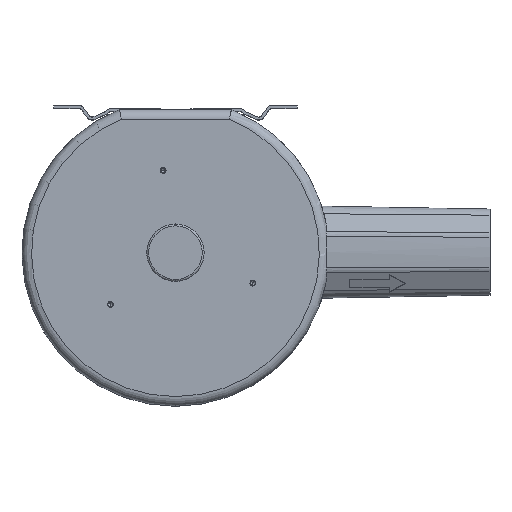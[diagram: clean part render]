
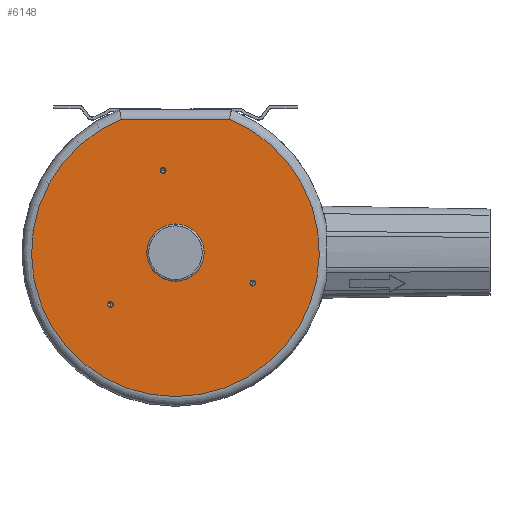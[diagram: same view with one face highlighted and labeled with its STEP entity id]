
A CAD part, top view. The second image highlights one B-rep face of the part: STEP entity #6148.
In plain terms, the highlighted planar face has unit normal (0, 0, 1).
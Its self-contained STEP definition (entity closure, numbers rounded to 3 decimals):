
#1800=CARTESIAN_POINT('',(0.,0.,0.));
#1801=DIRECTION('',(0.,0.,1.));
#1802=DIRECTION('',(-0.375,0.927,0.));
#1803=AXIS2_PLACEMENT_3D('',#1800,#1801,#1802);
#2690=DIRECTION('',(-1.,0.,0.));
#2691=VECTOR('',#2690,112.96);
#2692=CARTESIAN_POINT('',(56.48,139.5,0.));
#2693=LINE('',#2692,#2691);
#2694=CARTESIAN_POINT('',(-12.859,86.044,0.));
#2695=DIRECTION('',(0.,0.,1.));
#2696=DIRECTION('',(-1.,0.,0.));
#2697=AXIS2_PLACEMENT_3D('',#2694,#2695,#2696);
#2699=CARTESIAN_POINT('',(-12.859,86.044,0.));
#2700=DIRECTION('',(0.,0.,1.));
#2701=DIRECTION('',(1.,0.,0.));
#2702=AXIS2_PLACEMENT_3D('',#2699,#2700,#2701);
#2704=CARTESIAN_POINT('',(-68.087,-54.159,
0.));
#2705=DIRECTION('',(0.,0.,1.));
#2706=DIRECTION('',(0.5,-0.866,0.));
#2707=AXIS2_PLACEMENT_3D('',#2704,#2705,#2706);
#2709=CARTESIAN_POINT('',(-68.087,-54.159,
0.));
#2710=DIRECTION('',(0.,0.,1.));
#2711=DIRECTION('',(-0.5,0.866,0.));
#2712=AXIS2_PLACEMENT_3D('',#2709,#2710,#2711);
#2714=CARTESIAN_POINT('',(80.946,-31.886,
0.));
#2715=DIRECTION('',(0.,0.,1.));
#2716=DIRECTION('',(0.5,0.866,0.));
#2717=AXIS2_PLACEMENT_3D('',#2714,#2715,#2716);
#2719=CARTESIAN_POINT('',(80.946,-31.886,
0.));
#2720=DIRECTION('',(0.,0.,1.));
#2721=DIRECTION('',(-0.5,-0.866,0.));
#2722=AXIS2_PLACEMENT_3D('',#2719,#2720,#2721);
#2733=CARTESIAN_POINT('',(0.,0.,0.));
#2734=DIRECTION('',(0.,0.,-1.));
#2735=DIRECTION('',(0.,1.,0.));
#2736=AXIS2_PLACEMENT_3D('',#2733,#2734,#2735);
#2767=CARTESIAN_POINT('',(0.,0.,0.));
#2768=DIRECTION('',(0.,0.,1.));
#2769=DIRECTION('',(0.,1.,0.));
#2770=AXIS2_PLACEMENT_3D('',#2767,#2768,#2769);
#3005=CARTESIAN_POINT('',(0.,30.,0.));
#3006=CARTESIAN_POINT('',(0.,-30.,0.));
#3007=VERTEX_POINT('',#3005);
#3008=VERTEX_POINT('',#3006);
#3115=CARTESIAN_POINT('',(56.48,139.5,0.));
#3116=CARTESIAN_POINT('',(-56.48,139.5,0.));
#3117=VERTEX_POINT('',#3115);
#3118=VERTEX_POINT('',#3116);
#3269=CARTESIAN_POINT('',(-15.359,86.044,0.));
#3270=CARTESIAN_POINT('',(-10.359,86.044,0.));
#3271=VERTEX_POINT('',#3269);
#3272=VERTEX_POINT('',#3270);
#3279=CARTESIAN_POINT('',(-66.837,-56.324,
0.));
#3280=CARTESIAN_POINT('',(-69.337,-51.994,
0.));
#3281=VERTEX_POINT('',#3279);
#3282=VERTEX_POINT('',#3280);
#3289=CARTESIAN_POINT('',(82.196,-29.721,
0.));
#3290=CARTESIAN_POINT('',(79.696,-34.051,
0.));
#3291=VERTEX_POINT('',#3289);
#3292=VERTEX_POINT('',#3290);
#6115=CARTESIAN_POINT('',(0.,0.,0.));
#6116=DIRECTION('',(0.,0.,1.));
#6117=DIRECTION('',(0.,1.,0.));
#6118=AXIS2_PLACEMENT_3D('',#6115,#6116,#6117);
#6119=PLANE('',#6118);
#6120=ORIENTED_EDGE('',*,*,#5077,.F.);
#6121=ORIENTED_EDGE('',*,*,#5059,.F.);
#6122=EDGE_LOOP('',(#6120,#6121));
#6123=FACE_OUTER_BOUND('',#6122,.F.);
#6125=ORIENTED_EDGE('',*,*,#6124,.F.);
#6127=ORIENTED_EDGE('',*,*,#6126,.T.);
#6128=EDGE_LOOP('',(#6125,#6127));
#6129=FACE_BOUND('',#6128,.F.);
#6131=ORIENTED_EDGE('',*,*,#6130,.T.);
#6133=ORIENTED_EDGE('',*,*,#6132,.T.);
#6134=EDGE_LOOP('',(#6131,#6133));
#6135=FACE_BOUND('',#6134,.F.);
#6137=ORIENTED_EDGE('',*,*,#6136,.T.);
#6139=ORIENTED_EDGE('',*,*,#6138,.T.);
#6140=EDGE_LOOP('',(#6137,#6139));
#6141=FACE_BOUND('',#6140,.F.);
#6143=ORIENTED_EDGE('',*,*,#6142,.T.);
#6145=ORIENTED_EDGE('',*,*,#6144,.T.);
#6146=EDGE_LOOP('',(#6143,#6145));
#6147=FACE_BOUND('',#6146,.F.);
#6148=ADVANCED_FACE('',(#6123,#6129,#6135,#6141,#6147),#6119,.T.);
#1804=CIRCLE('',#1803,150.5);
#2698=CIRCLE('',#2697,2.5);
#2703=CIRCLE('',#2702,2.5);
#2708=CIRCLE('',#2707,2.5);
#2713=CIRCLE('',#2712,2.5);
#2718=CIRCLE('',#2717,2.5);
#2723=CIRCLE('',#2722,2.5);
#2737=CIRCLE('',#2736,30.);
#2771=CIRCLE('',#2770,30.);
#5059=EDGE_CURVE('',#3118,#3117,#1804,.T.);
#5077=EDGE_CURVE('',#3117,#3118,#2693,.T.);
#6124=EDGE_CURVE('',#3007,#3008,#2737,.T.);
#6126=EDGE_CURVE('',#3007,#3008,#2771,.T.);
#6130=EDGE_CURVE('',#3271,#3272,#2698,.T.);
#6132=EDGE_CURVE('',#3272,#3271,#2703,.T.);
#6136=EDGE_CURVE('',#3281,#3282,#2708,.T.);
#6138=EDGE_CURVE('',#3282,#3281,#2713,.T.);
#6142=EDGE_CURVE('',#3291,#3292,#2718,.T.);
#6144=EDGE_CURVE('',#3292,#3291,#2723,.T.);
